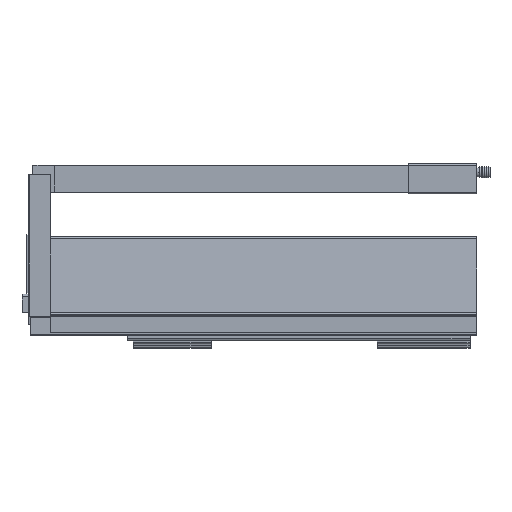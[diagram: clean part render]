
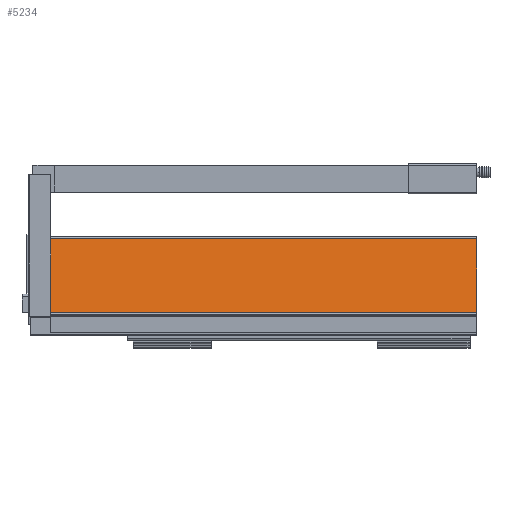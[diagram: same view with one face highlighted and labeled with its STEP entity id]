
A CAD part, top view. The second image highlights one B-rep face of the part: STEP entity #5234.
In plain terms, the highlighted planar face has unit normal (0, 0.139, 0.99).
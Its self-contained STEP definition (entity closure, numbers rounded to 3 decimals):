
#169 = VERTEX_POINT ( 'NONE', #11827 ) ;
#256 = ORIENTED_EDGE ( 'NONE', *, *, #12498, .T. ) ;
#1821 = ORIENTED_EDGE ( 'NONE', *, *, #2070, .F. ) ;
#2013 = LINE ( 'NONE', #3045, #3569 ) ;
#2070 = EDGE_CURVE ( 'NONE', #8297, #8359, #2013, .T. ) ;
#2750 = CARTESIAN_POINT ( 'NONE',  ( -373.5, 75.024, 25.028 ) ) ;
#2814 = VECTOR ( 'NONE', #7925, 1000. ) ;
#2940 = LINE ( 'NONE', #4946, #2814 ) ;
#3045 = CARTESIAN_POINT ( 'NONE',  ( -393., 75.024, 25.028 ) ) ;
#3248 = DIRECTION ( 'NONE',  ( 1., 0., 0. ) ) ;
#3517 = LINE ( 'NONE', #9326, #6492 ) ;
#3569 = VECTOR ( 'NONE', #9949, 1000. ) ;
#4303 = EDGE_CURVE ( 'NONE', #169, #8297, #2940, .T. ) ;
#4346 = DIRECTION ( 'NONE',  ( 0., -0.99, 0.139 ) ) ;
#4946 = CARTESIAN_POINT ( 'NONE',  ( -373.5, 75.024, 25.028 ) ) ;
#5234 = ADVANCED_FACE ( 'NONE', ( #6065 ), #7226, .T. ) ;
#5901 = VERTEX_POINT ( 'NONE', #7722 ) ;
#6061 = ORIENTED_EDGE ( 'NONE', *, *, #8908, .F. ) ;
#6065 = FACE_OUTER_BOUND ( 'NONE', #9668, .T. ) ;
#6492 = VECTOR ( 'NONE', #4346, 1000. ) ;
#6594 = VECTOR ( 'NONE', #3248, 1000. ) ;
#7226 = PLANE ( 'NONE',  #10452 ) ;
#7722 = CARTESIAN_POINT ( 'NONE',  ( 0., 10.222, 34.135 ) ) ;
#7925 = DIRECTION ( 'NONE',  ( 0., 0.99, -0.139 ) ) ;
#8297 = VERTEX_POINT ( 'NONE', #2750 ) ;
#8359 = VERTEX_POINT ( 'NONE', #9084 ) ;
#8908 = EDGE_CURVE ( 'NONE', #8359, #5901, #3517, .T. ) ;
#9084 = CARTESIAN_POINT ( 'NONE',  ( 0., 75.024, 25.028 ) ) ;
#9326 = CARTESIAN_POINT ( 'NONE',  ( 0., 75.024, 25.028 ) ) ;
#9668 = EDGE_LOOP ( 'NONE', ( #11517, #256, #6061, #1821 ) ) ;
#9949 = DIRECTION ( 'NONE',  ( 1., 0., 0. ) ) ;
#10452 = AXIS2_PLACEMENT_3D ( 'NONE', #11024, #11086, #11209 ) ;
#11024 = CARTESIAN_POINT ( 'NONE',  ( -393., 75.024, 25.028 ) ) ;
#11050 = LINE ( 'NONE', #12011, #6594 ) ;
#11086 = DIRECTION ( 'NONE',  ( 0., 0.139, 0.99 ) ) ;
#11209 = DIRECTION ( 'NONE',  ( 0., -0.99, 0.139 ) ) ;
#11517 = ORIENTED_EDGE ( 'NONE', *, *, #4303, .F. ) ;
#11827 = CARTESIAN_POINT ( 'NONE',  ( -373.5, 10.222, 34.135 ) ) ;
#12011 = CARTESIAN_POINT ( 'NONE',  ( 0., 10.222, 34.135 ) ) ;
#12498 = EDGE_CURVE ( 'NONE', #169, #5901, #11050, .T. ) ;
